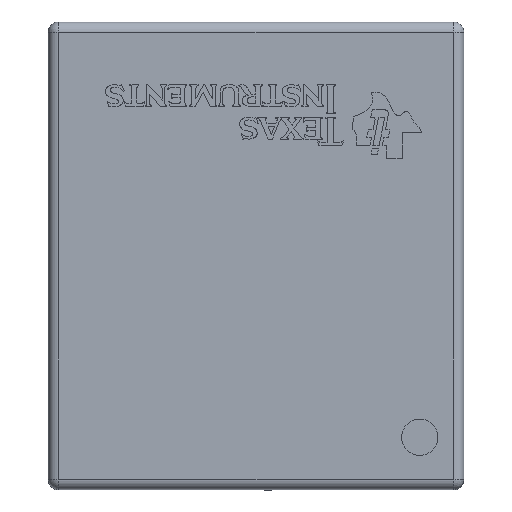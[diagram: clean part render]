
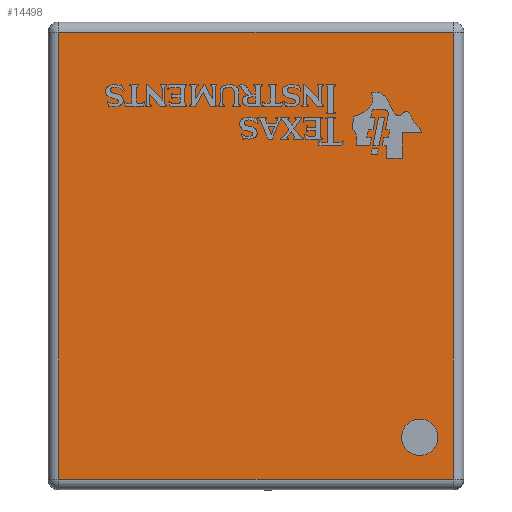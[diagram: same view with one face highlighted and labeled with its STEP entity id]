
A CAD part, top view. The second image highlights one B-rep face of the part: STEP entity #14498.
In plain terms, the highlighted planar face has unit normal (0, 0, 1).
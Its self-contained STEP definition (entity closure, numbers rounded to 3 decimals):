
#764=PLANE('',#15630);
#1268=FACE_OUTER_BOUND('',#2127,.T.);
#2127=EDGE_LOOP('',(#10592,#10593,#10594,#10595));
#3140=LINE('',#20928,#4635);
#3142=LINE('',#20938,#4637);
#3143=LINE('',#20940,#4638);
#3145=LINE('',#20943,#4640);
#4635=VECTOR('',#17266,10.);
#4637=VECTOR('',#17280,10.);
#4638=VECTOR('',#17283,10.);
#4640=VECTOR('',#17287,10.);
#6447=VERTEX_POINT('',#20904);
#6450=VERTEX_POINT('',#20913);
#6452=VERTEX_POINT('',#20922);
#6454=VERTEX_POINT('',#20931);
#7991=EDGE_CURVE('',#6447,#6452,#3140,.T.);
#7996=EDGE_CURVE('',#6452,#6454,#3142,.T.);
#7997=EDGE_CURVE('',#6454,#6450,#3143,.T.);
#7999=EDGE_CURVE('',#6450,#6447,#3145,.T.);
#10592=ORIENTED_EDGE('',*,*,#7991,.F.);
#10593=ORIENTED_EDGE('',*,*,#7999,.F.);
#10594=ORIENTED_EDGE('',*,*,#7997,.F.);
#10595=ORIENTED_EDGE('',*,*,#7996,.F.);
#14498=ADVANCED_FACE('',(#1268),#764,.T.);
#15630=AXIS2_PLACEMENT_3D('',#20945,#17289,#17290);
#17266=DIRECTION('',(0.,-1.,0.));
#17280=DIRECTION('',(-1.,0.,0.));
#17283=DIRECTION('',(0.,1.,0.));
#17287=DIRECTION('',(1.,0.,0.));
#17289=DIRECTION('center_axis',(0.,0.,1.));
#17290=DIRECTION('ref_axis',(1.,0.,0.));
#20904=CARTESIAN_POINT('',(1.9,2.15,2.05));
#20913=CARTESIAN_POINT('',(-1.9,2.15,2.05));
#20922=CARTESIAN_POINT('',(1.9,-2.15,2.05));
#20928=CARTESIAN_POINT('',(1.9,-1.125,2.05));
#20931=CARTESIAN_POINT('',(-1.9,-2.15,2.05));
#20938=CARTESIAN_POINT('',(-1.,-2.15,2.05));
#20940=CARTESIAN_POINT('',(-1.9,1.125,2.05));
#20943=CARTESIAN_POINT('',(1.,2.15,2.05));
#20945=CARTESIAN_POINT('Origin',(0.,0.,2.05));
